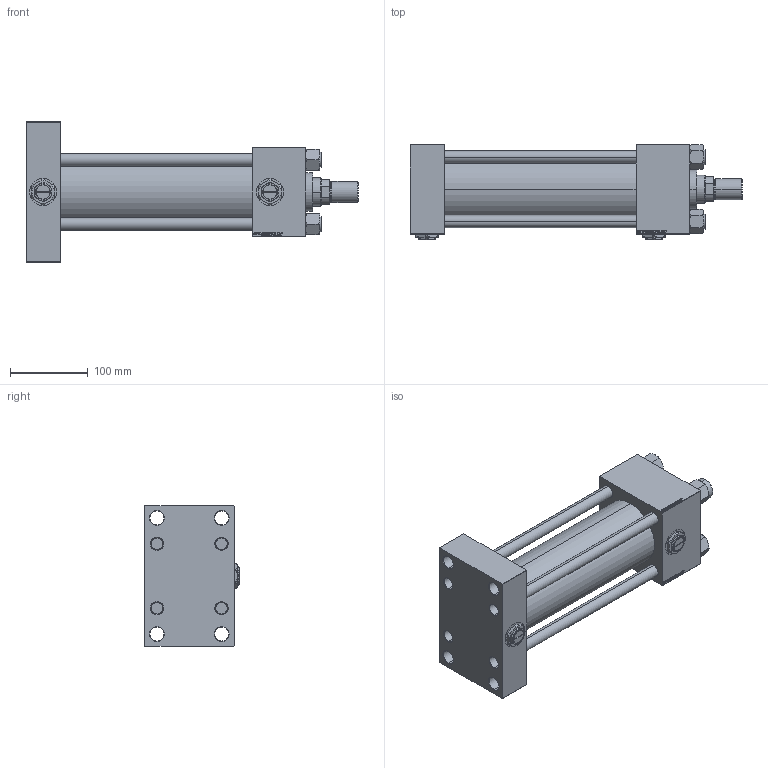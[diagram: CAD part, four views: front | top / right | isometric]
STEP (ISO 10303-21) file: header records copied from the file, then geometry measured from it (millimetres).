
FILE_DESCRIPTION (( 'STEP AP203' ), '1' );
FILE_NAME ('088f.STEP', '2022-04-16T01:35:59', ( '' ), ( '' ), 'SwSTEP 2.0', 'SolidWorks 2019', '' );
FILE_SCHEMA (( 'CONFIG_CONTROL_DESIGN' ));
Length unit declared in the file: millimetre
Products named in the file (8): V215CR_E_Body 9d0f104ca4ea468587342110a93518b5; Zatka_pro_OIL_PORT 9d0f104ca4ea468587342110a93518b5; ROD_END_AH 9d0f104ca4ea468587342110a93518b5; 088f; V215CR_TYCINKA_E 9d0f104ca4ea468587342110a93518b5; V215CR_VCP_E 9d0f104ca4ea468587342110a93518b5; NUT_M5_E 9d0f104ca4ea468587342110a93518b5; V215_VC_A 9d0f104ca4ea468587342110a93518b5
Assembly tree (14 placements, depth 2):
  088f
    V215CR_E_Body 9d0f104ca4ea468587342110a93518b5
    V215CR_VCP_E 9d0f104ca4ea468587342110a93518b5
    V215CR_TYCINKA_E 9d0f104ca4ea468587342110a93518b5  x4
    NUT_M5_E 9d0f104ca4ea468587342110a93518b5  x4
    V215_VC_A 9d0f104ca4ea468587342110a93518b5
    ROD_END_AH 9d0f104ca4ea468587342110a93518b5
    Zatka_pro_OIL_PORT 9d0f104ca4ea468587342110a93518b5  x2
Bounding box: 426 x 122 x 180 mm (x, y, z)
Volume: 2559841.3 mm3; surface area: 471361.8 mm2
Topology: 14 solids, 14 shells, 1305 faces, 3272 edges, 2111 vertices
Faces by surface type: plane 599, bspline 392, cone 198, cylinder 106, torus 10
Entity records: 53106 total; most frequent: CARTESIAN_POINT 27910, ORIENTED_EDGE 5616, DIRECTION 3712, EDGE_CURVE 2808, VERTEX_POINT 1831, VECTOR 1634, LINE 1634, EDGE_LOOP 1253
